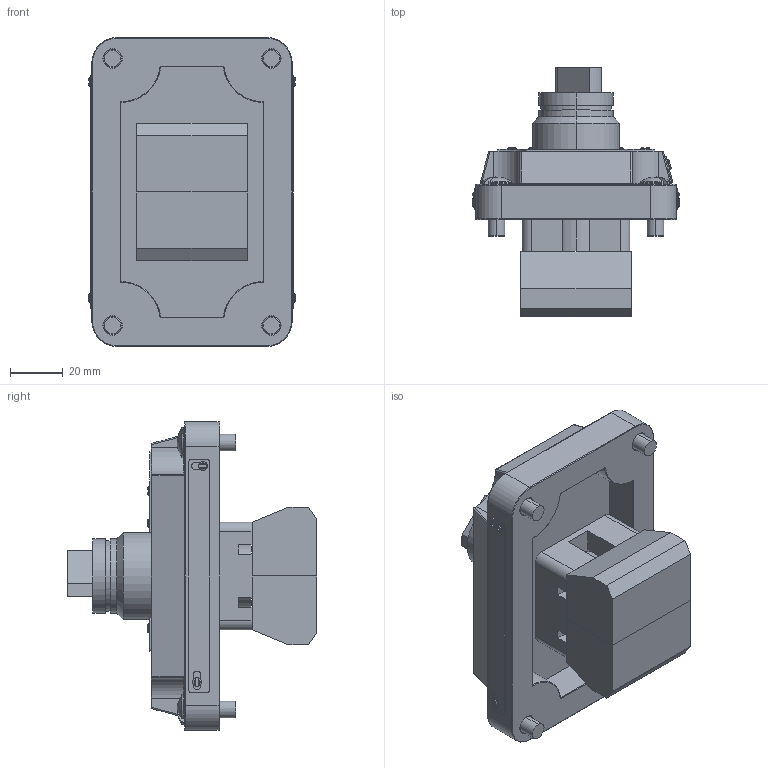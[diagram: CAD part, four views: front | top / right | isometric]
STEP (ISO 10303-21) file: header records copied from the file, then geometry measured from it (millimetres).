
FILE_DESCRIPTION (( 'STEP AP214' ), '1' );
FILE_NAME ('XCS-0S2A5.step', '2016-03-09T20:45:21', ( '' ), ( '' ), 'SwSTEP 2.0', 'SolidWorks 2015', '' );
FILE_SCHEMA (( 'AUTOMOTIVE_DESIGN' ));
Length unit declared in the file: millimetre
Products named in the file (1): XCS-0S2A5
Bounding box: 78.74 x 95.04 x 117.6 mm (x, y, z)
Volume: 237389.6 mm3; surface area: 60752.4 mm2
Topology: 11 solids, 11 shells, 508 faces, 1232 edges, 749 vertices
Faces by surface type: plane 211, cylinder 166, torus 81, bspline 24, cone 18, sphere 8
Entity records: 18490 total; most frequent: CARTESIAN_POINT 3476, DIRECTION 2588, ORIENTED_EDGE 2448, EDGE_CURVE 1224, AXIS2_PLACEMENT_3D 1007, VERTEX_POINT 749, LINE 574, VECTOR 574
